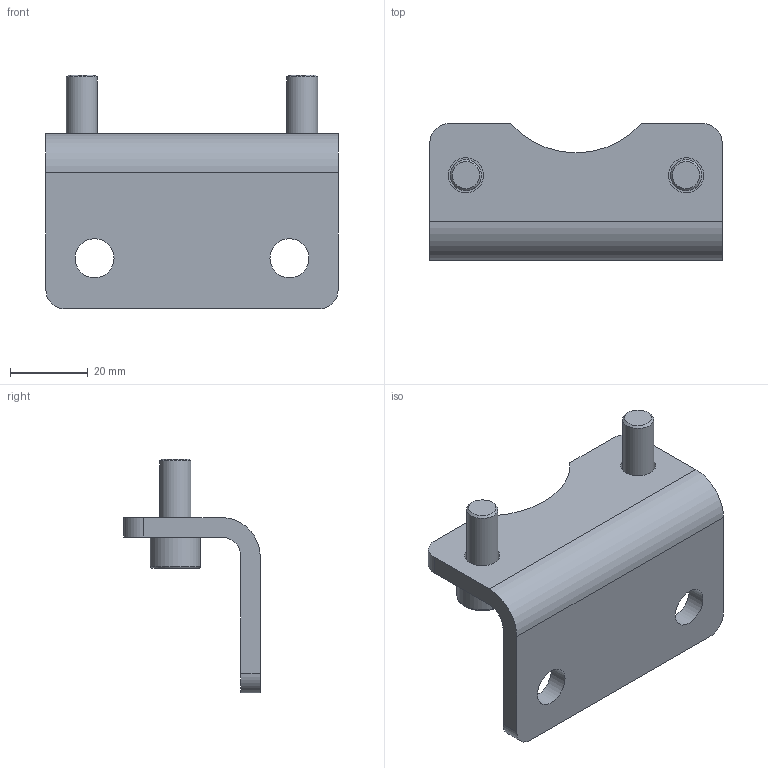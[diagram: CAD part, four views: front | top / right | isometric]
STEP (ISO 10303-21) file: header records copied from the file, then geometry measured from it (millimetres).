
FILE_DESCRIPTION((''),'2;1');
FILE_NAME('AF63X.stp','2014-09-25T15:19:34',('pc6'),(''),'Autodesk Inventor 2011','Autodesk Inventor 2011','');
FILE_SCHEMA(('AUTOMOTIVE_DESIGN { 1 0 10303 214 1 1 1 1 }'));
Length unit declared in the file: millimetre
Products named in the file (3): AF63X; AF63X_1; VM820
Assembly tree (3 placements, depth 2):
  AF63X
    AF63X_1
    VM820  x2
Bounding box: 75 x 35 x 60 mm (x, y, z)
Volume: 28324.4 mm3; surface area: 14195.4 mm2
Topology: 3 solids, 3 shells, 62 faces, 156 edges, 102 vertices
Faces by surface type: plane 39, cylinder 15, cone 6, torus 2
Full cylindrical faces by diameter (mm): 8 x2, 9 x2, 10 x2, 13 x2
Entity records: 1276 total; most frequent: CARTESIAN_POINT 231, DIRECTION 210, ORIENTED_EDGE 186, EDGE_CURVE 93, AXIS2_PLACEMENT_3D 82, VERTEX_POINT 67, EDGE_LOOP 60, VECTOR 46
